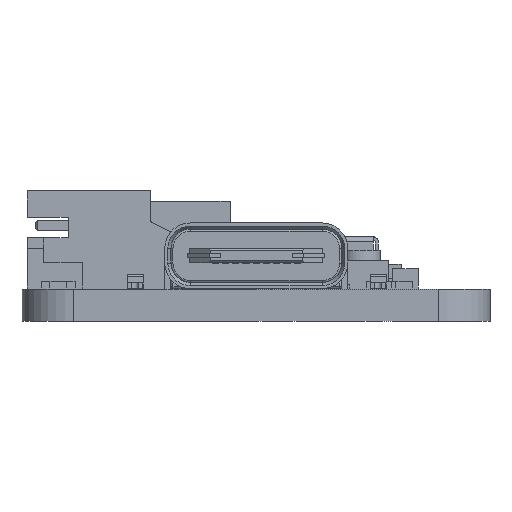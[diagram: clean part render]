
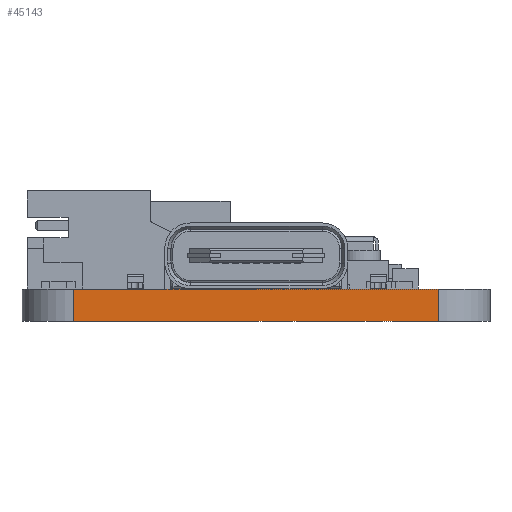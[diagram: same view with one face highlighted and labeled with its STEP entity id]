
A CAD part, left-side view. The second image highlights one B-rep face of the part: STEP entity #45143.
In plain terms, the highlighted planar face has unit normal (-1, 0, 0).
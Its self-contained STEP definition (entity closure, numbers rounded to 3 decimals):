
#2241=FACE_OUTER_BOUND('',#4734,.T.);
#4734=EDGE_LOOP('',(#29647,#29648,#29649,#29650));
#7648=LINE('',#64530,#13136);
#7649=LINE('',#64532,#13137);
#7650=LINE('',#64534,#13138);
#7651=LINE('',#64535,#13139);
#13136=VECTOR('',#52335,10.);
#13137=VECTOR('',#52336,10.);
#13138=VECTOR('',#52337,10.);
#13139=VECTOR('',#52338,10.);
#18769=VERTEX_POINT('',#64528);
#18770=VERTEX_POINT('',#64529);
#18771=VERTEX_POINT('',#64531);
#18772=VERTEX_POINT('',#64533);
#23110=EDGE_CURVE('',#18769,#18770,#7648,.T.);
#23111=EDGE_CURVE('',#18770,#18771,#7649,.T.);
#23112=EDGE_CURVE('',#18772,#18771,#7650,.T.);
#23113=EDGE_CURVE('',#18769,#18772,#7651,.T.);
#29647=ORIENTED_EDGE('',*,*,#23110,.T.);
#29648=ORIENTED_EDGE('',*,*,#23111,.T.);
#29649=ORIENTED_EDGE('',*,*,#23112,.F.);
#29650=ORIENTED_EDGE('',*,*,#23113,.F.);
#41763=PLANE('',#48259);
#45143=ADVANCED_FACE('',(#2241),#41763,.T.);
#48259=AXIS2_PLACEMENT_3D('',#64527,#52333,#52334);
#52333=DIRECTION('center_axis',(-1.,0.,0.));
#52334=DIRECTION('ref_axis',(0.,-1.,0.));
#52335=DIRECTION('',(0.,-1.,0.));
#52336=DIRECTION('',(0.,0.,1.));
#52337=DIRECTION('',(0.,-1.,0.));
#52338=DIRECTION('',(0.,0.,1.));
#64527=CARTESIAN_POINT('Origin',(0.,20.32,0.));
#64528=CARTESIAN_POINT('',(0.,20.32,0.));
#64529=CARTESIAN_POINT('',(0.,2.54,0.));
#64530=CARTESIAN_POINT('',(0.,20.32,0.));
#64531=CARTESIAN_POINT('',(0.,2.54,1.57));
#64532=CARTESIAN_POINT('',(0.,2.54,0.));
#64533=CARTESIAN_POINT('',(0.,20.32,1.57));
#64534=CARTESIAN_POINT('',(0.,20.32,1.57));
#64535=CARTESIAN_POINT('',(0.,20.32,0.));
